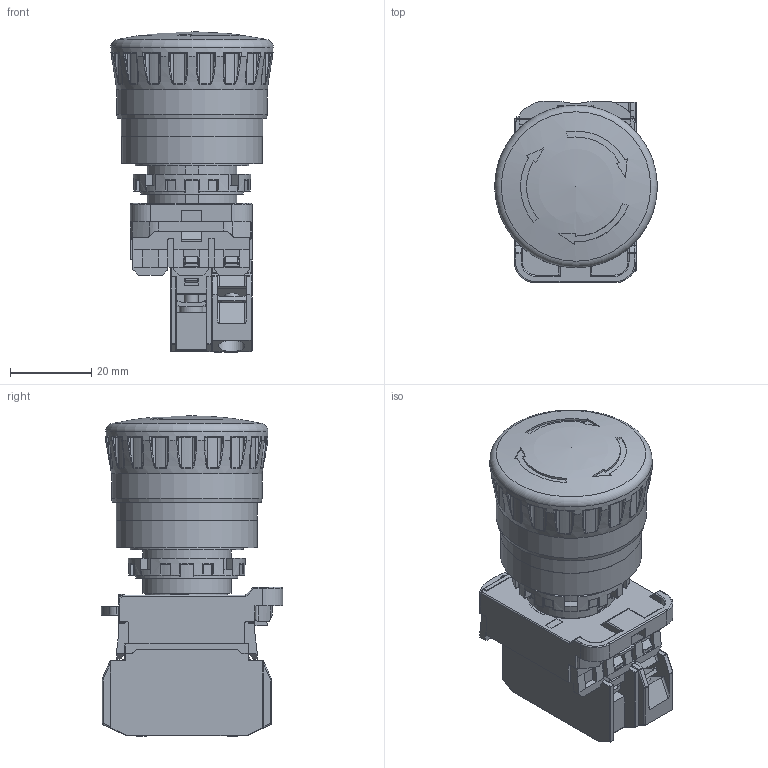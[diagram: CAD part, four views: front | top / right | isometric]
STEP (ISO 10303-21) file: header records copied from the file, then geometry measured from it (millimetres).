
FILE_DESCRIPTION( ( 'Unknown' ), '1' );
FILE_NAME( 'A20L-V4E01R-Solid3D-20180706.stp', 'Unknown', ( 'Unknown' ), ( 'Unknown' ), 'XStep 1.0', 'Unknown', ' ' );
FILE_SCHEMA( ( 'automotive_design' ) );
Length unit declared in the file: millimetre
Products named in the file (1): A20L-V4ER-20180706
Bounding box: 39.9 x 44.55 x 78.8 mm (x, y, z)
Volume: 65962.8 mm3; surface area: 16869.8 mm2
Topology: 1 solids, 13 shells, 2192 faces, 5763 edges, 3660 vertices
Faces by surface type: plane 1121, cylinder 606, extrusion 204, torus 105, bspline 70, sphere 67, cone 19
Full cylindrical faces by diameter (mm): 0.4 x2, 3.52 x4, 6.5 x4, 27.8 x1, 34.6 x1, 34.7 x1, 37 x1, 39.9 x1
Entity records: 91555 total; most frequent: CARTESIAN_POINT 21398, ORIENTED_EDGE 11396, DIRECTION 10098, EDGE_CURVE 5698, VECTOR 3674, VERTEX_POINT 3647, LINE 3470, AXIS2_PLACEMENT_3D 3212
